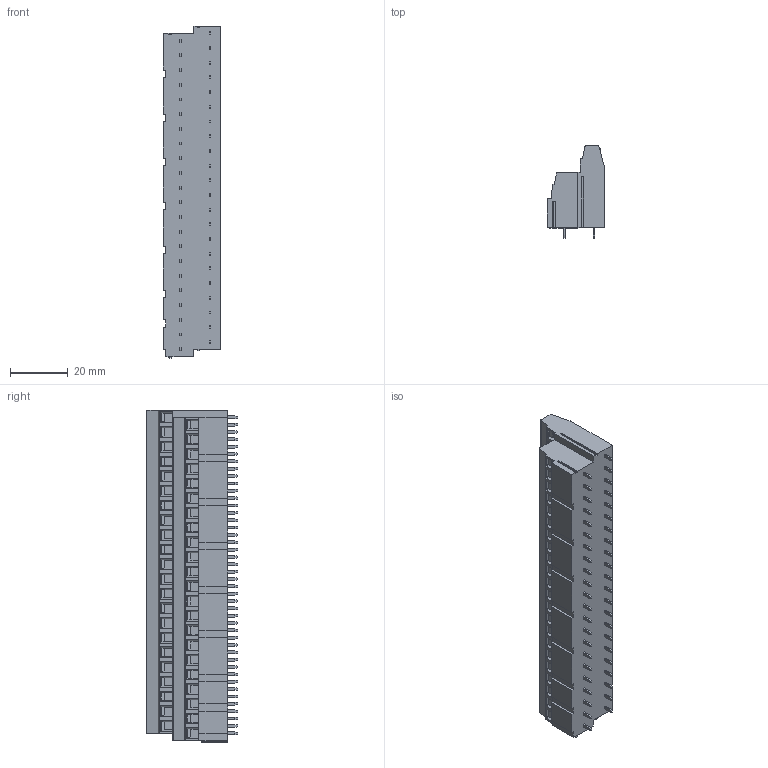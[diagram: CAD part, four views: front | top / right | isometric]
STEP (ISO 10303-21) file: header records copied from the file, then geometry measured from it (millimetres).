
FILE_DESCRIPTION((''),'2;1');
FILE_NAME('PRT0054','2025-01-16T',('yanfa'),(''),'PRO/ENGINEER BY PARAMETRIC TECHNOLOGY CORPORATION, 2009280','PRO/ENGINEER BY PARAMETRIC TECHNOLOGY CORPORATION, 2009280','');
FILE_SCHEMA(('AUTOMOTIVE_DESIGN_CC2 { 1 2 10303 214 -1 1 5 2 }'));
Length unit declared in the file: millimetre
Products named in the file (1): PRT0054
Bounding box: 19.85 x 31.7 x 114.8 mm (x, y, z)
Volume: 45688.8 mm3; surface area: 13961.6 mm2
Topology: 1 solids, 1 shells, 1869 faces, 4805 edges, 3062 vertices
Faces by surface type: plane 1091, cylinder 464, cone 204, torus 88, sphere 22
Entity records: 57305 total; most frequent: CARTESIAN_POINT 11516, ORIENTED_EDGE 9610, DIRECTION 9389, EDGE_CURVE 4805, VECTOR 3343, LINE 3343, VERTEX_POINT 3062, AXIS2_PLACEMENT_3D 3023
